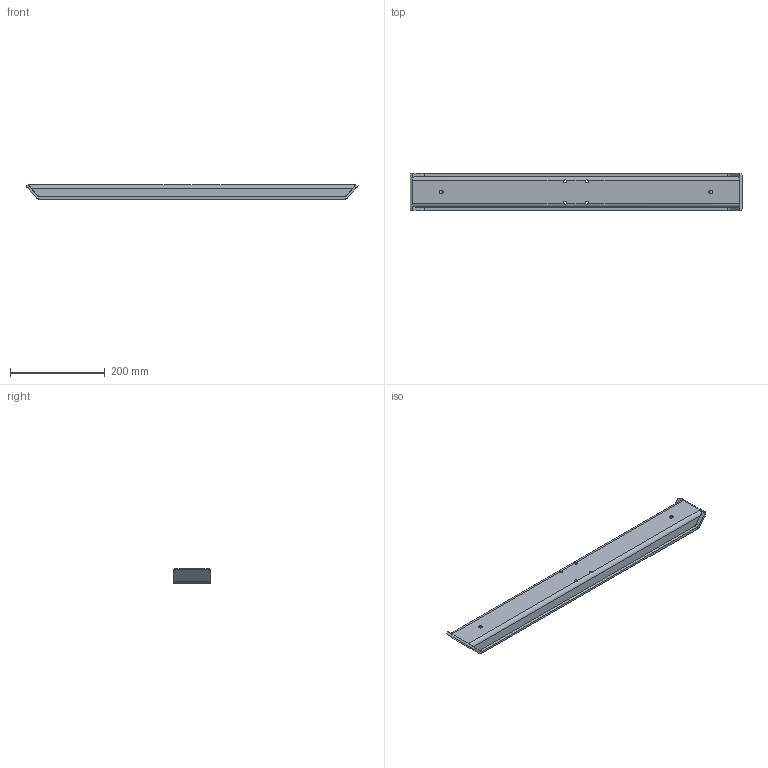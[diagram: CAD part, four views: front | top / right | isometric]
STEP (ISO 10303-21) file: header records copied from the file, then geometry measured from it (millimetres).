
FILE_DESCRIPTION((''),'2;1');
FILE_NAME('JC35TS-0319','2021-01-06T16:37:57',('sa'),('捷昌驱动'),'CREO PARAMETRIC BY PTC INC, 2018100','CREO PARAMETRIC BY PTC INC, 2018100','');
FILE_SCHEMA(('CONFIG_CONTROL_DESIGN'));
Length unit declared in the file: millimetre
Products named in the file (1): JC35TS-0319
Bounding box: 700 x 80 x 30 mm (x, y, z)
Volume: 629255.3 mm3; surface area: 250459.6 mm2
Topology: 1 solids, 3 shells, 62 faces, 194 edges, 128 vertices
Faces by surface type: cylinder 40, plane 22
Entity records: 2351 total; most frequent: CARTESIAN_POINT 553, ORIENTED_EDGE 380, DIRECTION 352, EDGE_CURVE 194, VERTEX_POINT 128, AXIS2_PLACEMENT_3D 127, VECTOR 98, LINE 98
